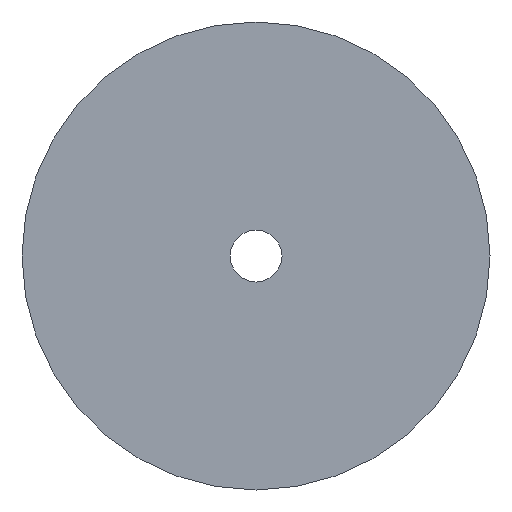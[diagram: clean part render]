
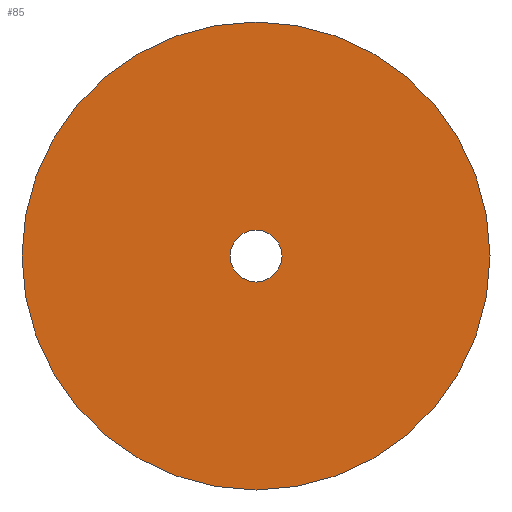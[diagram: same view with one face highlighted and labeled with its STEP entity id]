
A CAD part, front view. The second image highlights one B-rep face of the part: STEP entity #85.
In plain terms, the highlighted planar face has unit normal (0, -1, 0).
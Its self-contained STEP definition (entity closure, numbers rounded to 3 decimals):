
#1 = DIRECTION ( 'NONE',  ( 0., 0., 1. ) ) ;
#9 = DIRECTION ( 'NONE',  ( 0., 1., 0. ) ) ;
#10 = CARTESIAN_POINT ( 'NONE',  ( 0., -26., 0. ) ) ;
#11 = AXIS2_PLACEMENT_3D ( 'NONE', #10, #9, #1 ) ;
#12 = CIRCLE ( 'NONE', #11, 31.5 ) ;
#14 = CARTESIAN_POINT ( 'NONE',  ( 0., -26., 31.5 ) ) ;
#40 = VERTEX_POINT ( 'NONE', #14 ) ;
#42 = EDGE_CURVE ( 'NONE', #40, #43, #12, .T. ) ;
#43 = VERTEX_POINT ( 'NONE', #193 ) ;
#54 = EDGE_LOOP ( 'NONE', ( #55, #56 ) ) ;
#55 = ORIENTED_EDGE ( 'NONE', *, *, #93, .T. ) ;
#56 = ORIENTED_EDGE ( 'NONE', *, *, #71, .T. ) ;
#71 = EDGE_CURVE ( 'NONE', #72, #73, #188, .T. ) ;
#72 = VERTEX_POINT ( 'NONE', #205 ) ;
#73 = VERTEX_POINT ( 'NONE', #204 ) ;
#85 = ADVANCED_FACE ( 'NONE', ( #173, #168 ), #167, .F. ) ;
#86 = ORIENTED_EDGE ( 'NONE', *, *, #87, .F. ) ;
#87 = EDGE_CURVE ( 'NONE', #43, #40, #162, .T. ) ;
#88 = ORIENTED_EDGE ( 'NONE', *, *, #42, .F. ) ;
#89 = EDGE_LOOP ( 'NONE', ( #86, #88 ) ) ;
#93 = EDGE_CURVE ( 'NONE', #73, #72, #220, .T. ) ;
#158 = DIRECTION ( 'NONE',  ( 0., 0., 1. ) ) ;
#159 = DIRECTION ( 'NONE',  ( 0., 1., 0. ) ) ;
#160 = CARTESIAN_POINT ( 'NONE',  ( 0., -26., 0. ) ) ;
#161 = AXIS2_PLACEMENT_3D ( 'NONE', #160, #159, #158 ) ;
#162 = CIRCLE ( 'NONE', #161, 31.5 ) ;
#163 = DIRECTION ( 'NONE',  ( 0., 0., 1. ) ) ;
#164 = DIRECTION ( 'NONE',  ( 0., 1., 0. ) ) ;
#165 = CARTESIAN_POINT ( 'NONE',  ( 3.5, -26., 0. ) ) ;
#166 = AXIS2_PLACEMENT_3D ( 'NONE', #165, #164, #163 ) ;
#167 = PLANE ( 'NONE',  #166 ) ;
#168 = FACE_BOUND ( 'NONE', #54, .T. ) ;
#173 = FACE_OUTER_BOUND ( 'NONE', #89, .T. ) ;
#187 = AXIS2_PLACEMENT_3D ( 'NONE', #208, #207, #206 ) ;
#188 = CIRCLE ( 'NONE', #187, 3.5 ) ;
#193 = CARTESIAN_POINT ( 'NONE',  ( 0., -26., -31.5 ) ) ;
#204 = CARTESIAN_POINT ( 'NONE',  ( 0., -26., 3.5 ) ) ;
#205 = CARTESIAN_POINT ( 'NONE',  ( 0., -26., -3.5 ) ) ;
#206 = DIRECTION ( 'NONE',  ( 0., 0., 1. ) ) ;
#207 = DIRECTION ( 'NONE',  ( 0., 1., 0. ) ) ;
#208 = CARTESIAN_POINT ( 'NONE',  ( 0., -26., 0. ) ) ;
#216 = DIRECTION ( 'NONE',  ( 0., 0., 1. ) ) ;
#217 = DIRECTION ( 'NONE',  ( 0., 1., 0. ) ) ;
#218 = CARTESIAN_POINT ( 'NONE',  ( 0., -26., 0. ) ) ;
#219 = AXIS2_PLACEMENT_3D ( 'NONE', #218, #217, #216 ) ;
#220 = CIRCLE ( 'NONE', #219, 3.5 ) ;
